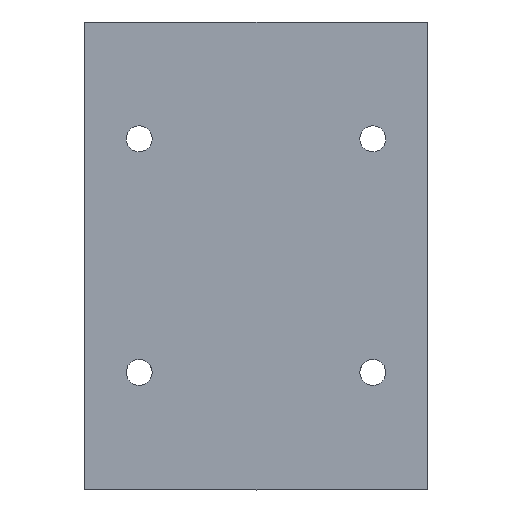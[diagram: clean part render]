
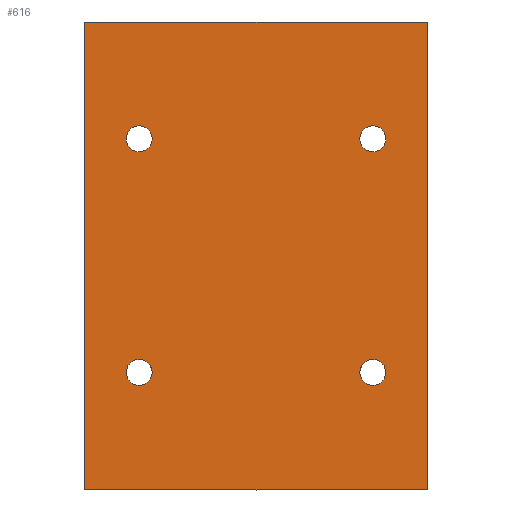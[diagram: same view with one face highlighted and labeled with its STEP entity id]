
A CAD part, top view. The second image highlights one B-rep face of the part: STEP entity #616.
In plain terms, the highlighted planar face has unit normal (0, 0, 1).
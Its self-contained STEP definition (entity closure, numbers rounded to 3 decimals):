
#17=FACE_BOUND('',#87,.T.);
#18=FACE_BOUND('',#88,.T.);
#19=FACE_BOUND('',#89,.T.);
#20=FACE_BOUND('',#90,.T.);
#32=PLANE('',#674);
#52=FACE_OUTER_BOUND('',#86,.T.);
#86=EDGE_LOOP('',(#479,#480,#481,#482));
#87=EDGE_LOOP('',(#483));
#88=EDGE_LOOP('',(#484));
#89=EDGE_LOOP('',(#485));
#90=EDGE_LOOP('',(#486));
#133=CIRCLE('',#675,1.666);
#134=CIRCLE('',#676,1.666);
#135=CIRCLE('',#677,1.666);
#136=CIRCLE('',#678,1.666);
#169=LINE('',#1058,#223);
#175=LINE('',#1069,#229);
#180=LINE('',#1082,#234);
#181=LINE('',#1083,#235);
#223=VECTOR('',#767,10.);
#229=VECTOR('',#777,10.);
#234=VECTOR('',#788,10.);
#235=VECTOR('',#789,10.);
#296=VERTEX_POINT('',#1056);
#297=VERTEX_POINT('',#1057);
#300=VERTEX_POINT('',#1068);
#305=VERTEX_POINT('',#1081);
#306=VERTEX_POINT('',#1084);
#307=VERTEX_POINT('',#1086);
#308=VERTEX_POINT('',#1088);
#309=VERTEX_POINT('',#1090);
#363=EDGE_CURVE('',#296,#297,#169,.T.);
#369=EDGE_CURVE('',#300,#296,#175,.T.);
#376=EDGE_CURVE('',#305,#297,#180,.T.);
#377=EDGE_CURVE('',#305,#300,#181,.T.);
#378=EDGE_CURVE('',#306,#306,#133,.T.);
#379=EDGE_CURVE('',#307,#307,#134,.T.);
#380=EDGE_CURVE('',#308,#308,#135,.T.);
#381=EDGE_CURVE('',#309,#309,#136,.T.);
#479=ORIENTED_EDGE('',*,*,#363,.T.);
#480=ORIENTED_EDGE('',*,*,#376,.F.);
#481=ORIENTED_EDGE('',*,*,#377,.T.);
#482=ORIENTED_EDGE('',*,*,#369,.T.);
#483=ORIENTED_EDGE('',*,*,#378,.F.);
#484=ORIENTED_EDGE('',*,*,#379,.F.);
#485=ORIENTED_EDGE('',*,*,#380,.F.);
#486=ORIENTED_EDGE('',*,*,#381,.F.);
#616=ADVANCED_FACE('',(#52,#17,#18,#19,#20),#32,.F.);
#674=AXIS2_PLACEMENT_3D('',#1080,#786,#787);
#675=AXIS2_PLACEMENT_3D('',#1085,#790,#791);
#676=AXIS2_PLACEMENT_3D('',#1087,#792,#793);
#677=AXIS2_PLACEMENT_3D('',#1089,#794,#795);
#678=AXIS2_PLACEMENT_3D('',#1091,#796,#797);
#767=DIRECTION('',(0.,1.,0.));
#777=DIRECTION('',(1.,0.,0.));
#786=DIRECTION('center_axis',(0.,0.,
-1.));
#787=DIRECTION('ref_axis',(-1.,0.,0.));
#788=DIRECTION('',(1.,0.,0.));
#789=DIRECTION('',(0.,-1.,0.));
#790=DIRECTION('center_axis',(0.,0.,
1.));
#791=DIRECTION('ref_axis',(-1.,0.,0.));
#792=DIRECTION('center_axis',(0.,0.,
1.));
#793=DIRECTION('ref_axis',(-1.,0.,0.));
#794=DIRECTION('center_axis',(0.,0.,
1.));
#795=DIRECTION('ref_axis',(-1.,0.,0.));
#796=DIRECTION('center_axis',(0.,0.,
1.));
#797=DIRECTION('ref_axis',(-1.,0.,0.));
#1056=CARTESIAN_POINT('',(21.801,-38.18,113.82));
#1057=CARTESIAN_POINT('',(21.801,21.82,113.82));
#1058=CARTESIAN_POINT('',(21.801,6.82,113.82));
#1068=CARTESIAN_POINT('',(-22.198,-38.18,113.82));
#1069=CARTESIAN_POINT('',(-22.198,-38.18,113.82));
#1080=CARTESIAN_POINT('Origin',(-0.198,-8.18,113.82));
#1081=CARTESIAN_POINT('',(-22.198,21.82,113.82));
#1082=CARTESIAN_POINT('',(-0.198,21.82,113.82));
#1083=CARTESIAN_POINT('',(-22.198,-18.68,113.82));
#1084=CARTESIAN_POINT('',(16.468,-23.18,113.82));
#1085=CARTESIAN_POINT('Origin',(14.802,-23.18,113.82));
#1086=CARTESIAN_POINT('',(-13.532,-23.18,113.82));
#1087=CARTESIAN_POINT('Origin',(-15.198,-23.18,113.82));
#1088=CARTESIAN_POINT('',(16.468,6.82,113.82));
#1089=CARTESIAN_POINT('Origin',(14.802,6.82,113.82));
#1090=CARTESIAN_POINT('',(-13.532,6.82,113.82));
#1091=CARTESIAN_POINT('Origin',(-15.198,6.82,113.82));
